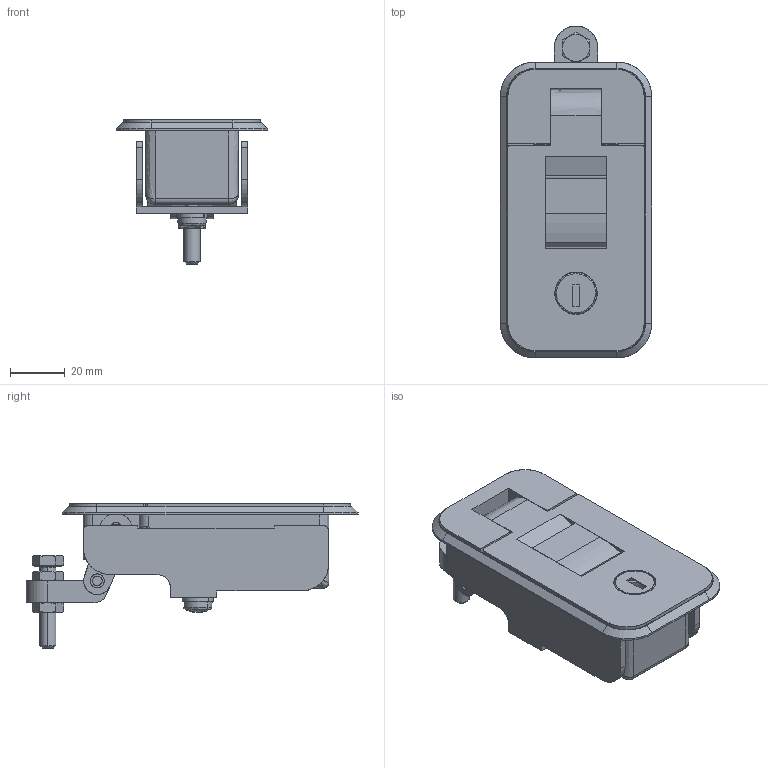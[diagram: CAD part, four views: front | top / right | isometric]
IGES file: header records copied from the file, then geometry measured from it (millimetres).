
Start section: SolidWorks IGES file using analytic representation for surfaces
Global section: file name: A-309-1S-1-SP.IGS; native system: SolidWorks 2014; preprocessor: SolidWorks 2014; author: 1337yo; date: 190807.171417; units: millimetre
Bounding box: 55.5 x 121.75 x 53 mm (x, y, z)
Surface area: 63093.6 mm2 (no closed solid volume)
Topology: 0 solids, 0 shells, 539 faces, 6336 edges, 6327 vertices
Faces by surface type: bspline 320, revolution 219
